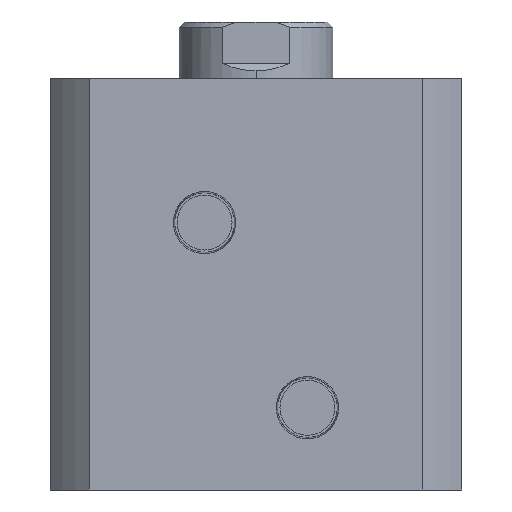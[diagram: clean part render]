
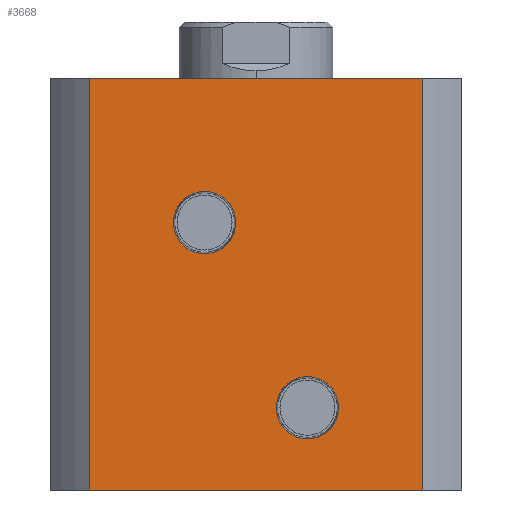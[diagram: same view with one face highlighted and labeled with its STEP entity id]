
A CAD part, left-side view. The second image highlights one B-rep face of the part: STEP entity #3668.
In plain terms, the highlighted planar face has unit normal (-1, 0, 0).
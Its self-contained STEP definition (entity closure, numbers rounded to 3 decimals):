
#17 = VERTEX_POINT ( 'NONE', #456 ) ;
#22 = VERTEX_POINT ( 'NONE', #525 ) ;
#38 = VERTEX_POINT ( 'NONE', #497 ) ;
#41 = VERTEX_POINT ( 'NONE', #495 ) ;
#54 = VERTEX_POINT ( 'NONE', #475 ) ;
#56 = VERTEX_POINT ( 'NONE', #485 ) ;
#60 = VERTEX_POINT ( 'NONE', #467 ) ;
#68 = VERTEX_POINT ( 'NONE', #453 ) ;
#133 = EDGE_CURVE ( 'NONE', #68, #54, #3128, .T. ) ;
#135 = EDGE_CURVE ( 'NONE', #22, #56, #3127, .T. ) ;
#145 = EDGE_CURVE ( 'NONE', #17, #38, #3133, .T. ) ;
#154 = EDGE_CURVE ( 'NONE', #54, #60, #3135, .T. ) ;
#155 = EDGE_CURVE ( 'NONE', #41, #60, #3134, .T. ) ;
#178 = EDGE_CURVE ( 'NONE', #68, #41, #3136, .T. ) ;
#453 = CARTESIAN_POINT ( 'NONE',  ( -40., 32.438, 80. ) ) ;
#456 = CARTESIAN_POINT ( 'NONE',  ( -40., 10., 58.06 ) ) ;
#467 = CARTESIAN_POINT ( 'NONE',  ( -40., -32.438, 0. ) ) ;
#475 = CARTESIAN_POINT ( 'NONE',  ( -40., 32.438, 0. ) ) ;
#485 = CARTESIAN_POINT ( 'NONE',  ( -40., -10., 9.94 ) ) ;
#495 = CARTESIAN_POINT ( 'NONE',  ( -40., -32.438, 80. ) ) ;
#497 = CARTESIAN_POINT ( 'NONE',  ( -40., 10., 45.94 ) ) ;
#525 = CARTESIAN_POINT ( 'NONE',  ( -40., -10., 22.06 ) ) ;
#537 = EDGE_LOOP ( 'NONE', ( #3596, #3597 ) ) ;
#715 = DIRECTION ( 'NONE',  ( 0., 0., -1. ) ) ;
#719 = CARTESIAN_POINT ( 'NONE',  ( -40., 0., 80. ) ) ;
#722 = CARTESIAN_POINT ( 'NONE',  ( -40., -32.438, 80. ) ) ;
#724 = DIRECTION ( 'NONE',  ( 0., 0., 1. ) ) ;
#725 = DIRECTION ( 'NONE',  ( -1., 0., 0. ) ) ;
#726 = CARTESIAN_POINT ( 'NONE',  ( -40., 10., 52. ) ) ;
#728 = DIRECTION ( 'NONE',  ( 0., -1., 0. ) ) ;
#731 = DIRECTION ( 'NONE',  ( 0., 0., 1. ) ) ;
#733 = DIRECTION ( 'NONE',  ( -1., 0., 0. ) ) ;
#734 = CARTESIAN_POINT ( 'NONE',  ( -40., -10., 16. ) ) ;
#735 = CARTESIAN_POINT ( 'NONE',  ( -40., 0., 0. ) ) ;
#741 = DIRECTION ( 'NONE',  ( 0., -1., 0. ) ) ;
#749 = CARTESIAN_POINT ( 'NONE',  ( -40., 32.438, 80. ) ) ;
#753 = DIRECTION ( 'NONE',  ( 0., 0., -1. ) ) ;
#1126 = DIRECTION ( 'NONE',  ( 1., 0., 0. ) ) ;
#1128 = CARTESIAN_POINT ( 'NONE',  ( -40., 0., 80. ) ) ;
#1130 = PLANE ( 'NONE',  #2141 ) ;
#1132 = DIRECTION ( 'NONE',  ( 0., 1., 0. ) ) ;
#1356 = CIRCLE ( 'NONE', #2023, 6.06 ) ;
#1368 = CIRCLE ( 'NONE', #2027, 6.06 ) ;
#1553 = FACE_BOUND ( 'NONE', #537, .T. ) ;
#1555 = FACE_OUTER_BOUND ( 'NONE', #2855, .T. ) ;
#1559 = FACE_BOUND ( 'NONE', #2877, .T. ) ;
#1883 = EDGE_CURVE ( 'NONE', #38, #17, #1356, .T. ) ;
#1891 = EDGE_CURVE ( 'NONE', #56, #22, #1368, .T. ) ;
#1980 = AXIS2_PLACEMENT_3D ( 'NONE', #734, #733, #731 ) ;
#1981 = AXIS2_PLACEMENT_3D ( 'NONE', #726, #725, #724 ) ;
#2023 = AXIS2_PLACEMENT_3D ( 'NONE', #2702, #2703, #2704 ) ;
#2027 = AXIS2_PLACEMENT_3D ( 'NONE', #2722, #2723, #2724 ) ;
#2141 = AXIS2_PLACEMENT_3D ( 'NONE', #1128, #1126, #1132 ) ;
#2702 = CARTESIAN_POINT ( 'NONE',  ( -40., 10., 52. ) ) ;
#2703 = DIRECTION ( 'NONE',  ( -1., 0., 0. ) ) ;
#2704 = DIRECTION ( 'NONE',  ( 0., 0., 1. ) ) ;
#2722 = CARTESIAN_POINT ( 'NONE',  ( -40., -10., 16. ) ) ;
#2723 = DIRECTION ( 'NONE',  ( -1., 0., 0. ) ) ;
#2724 = DIRECTION ( 'NONE',  ( 0., 0., 1. ) ) ;
#2855 = EDGE_LOOP ( 'NONE', ( #3600, #3601, #3602, #3603 ) ) ;
#2877 = EDGE_LOOP ( 'NONE', ( #3598, #3599 ) ) ;
#3127 = CIRCLE ( 'NONE', #1980, 6.06 ) ;
#3128 = LINE ( 'NONE', #749, #3132 ) ;
#3132 = VECTOR ( 'NONE', #753, 1000. ) ;
#3133 = CIRCLE ( 'NONE', #1981, 6.06 ) ;
#3134 = LINE ( 'NONE', #722, #3139 ) ;
#3135 = LINE ( 'NONE', #735, #3137 ) ;
#3136 = LINE ( 'NONE', #719, #3141 ) ;
#3137 = VECTOR ( 'NONE', #741, 1000. ) ;
#3139 = VECTOR ( 'NONE', #715, 1000. ) ;
#3141 = VECTOR ( 'NONE', #728, 1000. ) ;
#3596 = ORIENTED_EDGE ( 'NONE', *, *, #135, .F. ) ;
#3597 = ORIENTED_EDGE ( 'NONE', *, *, #1891, .F. ) ;
#3598 = ORIENTED_EDGE ( 'NONE', *, *, #145, .F. ) ;
#3599 = ORIENTED_EDGE ( 'NONE', *, *, #1883, .F. ) ;
#3600 = ORIENTED_EDGE ( 'NONE', *, *, #154, .T. ) ;
#3601 = ORIENTED_EDGE ( 'NONE', *, *, #155, .F. ) ;
#3602 = ORIENTED_EDGE ( 'NONE', *, *, #178, .F. ) ;
#3603 = ORIENTED_EDGE ( 'NONE', *, *, #133, .T. ) ;
#3668 = ADVANCED_FACE ( 'NONE', ( #1553, #1559, #1555 ), #1130, .F. ) ;
